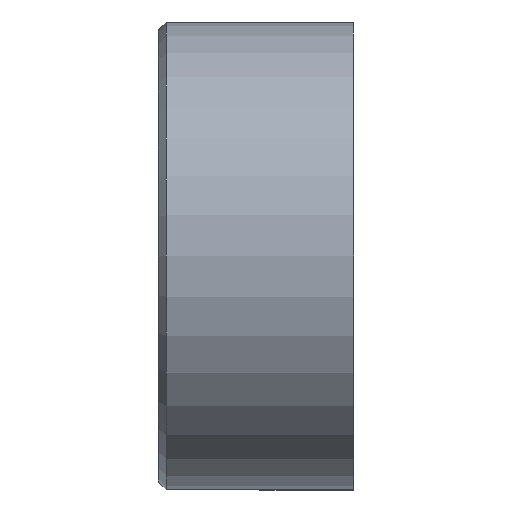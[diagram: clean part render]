
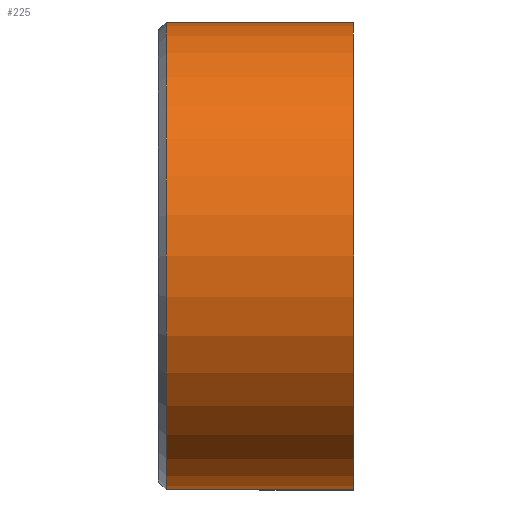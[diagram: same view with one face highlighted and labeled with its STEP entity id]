
A CAD part, left-side view. The second image highlights one B-rep face of the part: STEP entity #225.
In plain terms, the highlighted cylindrical face has radius 30 mm (diameter 60 mm), a partial arc.
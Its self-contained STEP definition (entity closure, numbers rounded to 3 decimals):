
#73=CARTESIAN_POINT('',(-40.0,16.,-30.0));
#74=VERTEX_POINT('',#73);
#146=CARTESIAN_POINT('',(-40.,16.,30.0));
#147=VERTEX_POINT('',#146);
#176=CARTESIAN_POINT('',(-40.0,16.,0.0));
#177=DIRECTION('',(0.0,1.0,0.0));
#178=DIRECTION('',(0.0,0.0,1.0));
#179=AXIS2_PLACEMENT_3D('',#176,#177,#178);
#180=CIRCLE('',#179,30.0);
#181=EDGE_CURVE('',#74,#147,#180,.T.);
#194=CARTESIAN_POINT('',(-40.0,17.0,0.0));
#195=DIRECTION('',(0.0,-1.0,0.0));
#196=DIRECTION('',(0.0,0.0,1.0));
#197=AXIS2_PLACEMENT_3D('',#194,#195,#196);
#198=CYLINDRICAL_SURFACE('',#197,30.0);
#199=ORIENTED_EDGE('',*,*,#181,.F.);
#200=CARTESIAN_POINT('',(-40.0,-8.0,-30.0));
#201=VERTEX_POINT('',#200);
#202=CARTESIAN_POINT('',(-40.0,16.,-30.0));
#203=DIRECTION('',(0.0,-1.0,0.0));
#204=VECTOR('',#203,24.);
#205=LINE('',#202,#204);
#206=EDGE_CURVE('',#74,#201,#205,.T.);
#207=ORIENTED_EDGE('',*,*,#206,.T.);
#208=CARTESIAN_POINT('',(-40.,-8.0,30.0));
#209=VERTEX_POINT('',#208);
#210=CARTESIAN_POINT('',(-40.0,-8.0,0.0));
#211=DIRECTION('',(0.0,1.0,0.0));
#212=DIRECTION('',(0.0,0.0,1.0));
#213=AXIS2_PLACEMENT_3D('',#210,#211,#212);
#214=CIRCLE('',#213,30.0);
#215=EDGE_CURVE('',#201,#209,#214,.T.);
#216=ORIENTED_EDGE('',*,*,#215,.T.);
#217=CARTESIAN_POINT('',(-40.,16.,30.0));
#218=DIRECTION('',(0.0,-1.0,0.0));
#219=VECTOR('',#218,24.);
#220=LINE('',#217,#219);
#221=EDGE_CURVE('',#147,#209,#220,.T.);
#222=ORIENTED_EDGE('',*,*,#221,.F.);
#223=EDGE_LOOP('',(#199,#207,#216,#222));
#224=FACE_OUTER_BOUND('',#223,.T.);
#225=ADVANCED_FACE('',(#224),#198,.T.);
